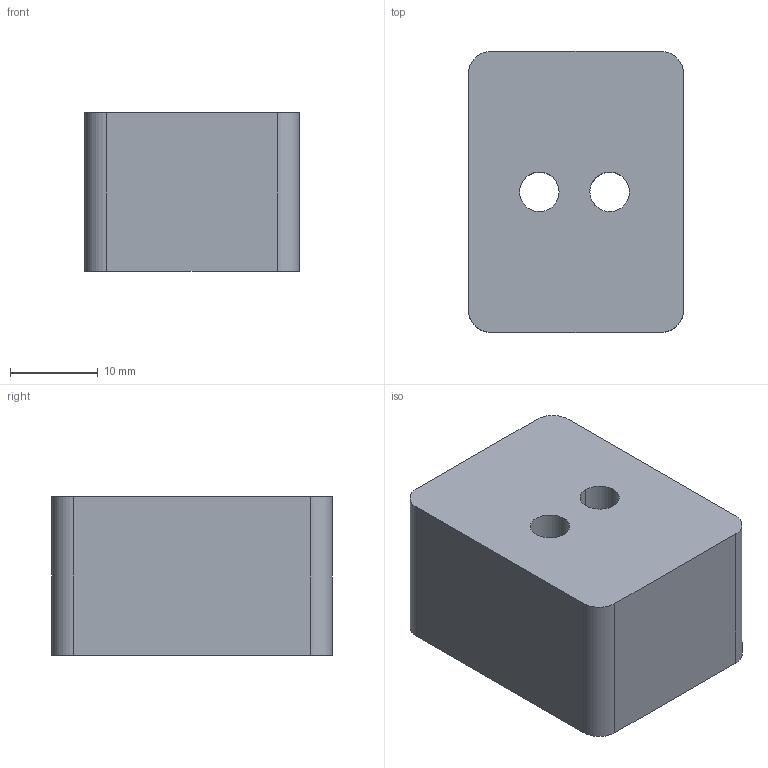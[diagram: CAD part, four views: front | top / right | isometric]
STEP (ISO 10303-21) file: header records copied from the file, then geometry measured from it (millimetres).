
FILE_DESCRIPTION(/* description */ (''),/* implementation_level */ '2;1');
FILE_NAME(/* name */ '3d Shifter Spacer.step',/* time_stamp */ '2020-10-26T19:45:14-05:00',/* author */ (''),/* organization */ (''),/* preprocessor_version */ 'ST-DEVELOPER v18.1',/* originating_system */ 'Autodesk Translation Framework v9.3.0.1241',/* authorisation */ '');
FILE_SCHEMA (('AUTOMOTIVE_DESIGN { 1 0 10303 214 3 1 1 }'));
Length unit declared in the file: millimetre
Products named in the file (1): 3d Shifter Spacer Left
Bounding box: 24.43 x 31.94 x 18 mm (x, y, z)
Volume: 13375.4 mm3; surface area: 3947.1 mm2
Topology: 1 solids, 1 shells, 13 faces, 33 edges, 22 vertices
Faces by surface type: cylinder 6, plane 6, bspline 1
Full cylindrical faces by diameter (mm): 4.5 x1
Entity records: 458 total; most frequent: CARTESIAN_POINT 82, DIRECTION 73, ORIENTED_EDGE 66, EDGE_CURVE 33, AXIS2_PLACEMENT_3D 27, VERTEX_POINT 22, LINE 19, VECTOR 19
